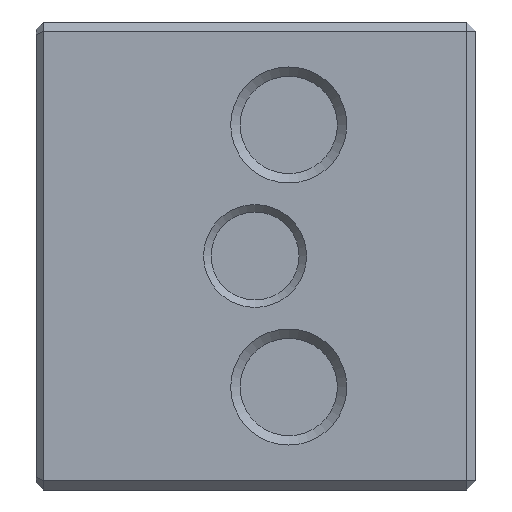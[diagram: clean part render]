
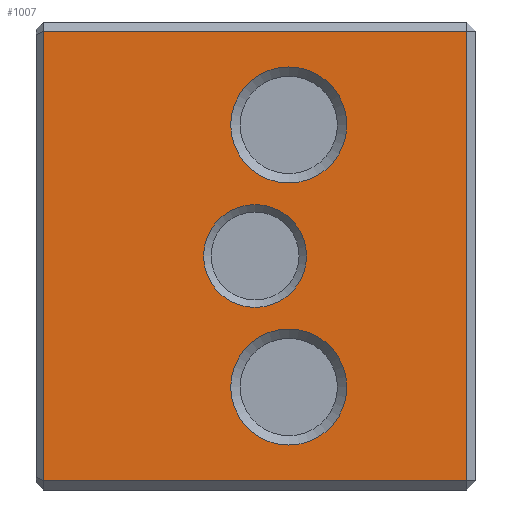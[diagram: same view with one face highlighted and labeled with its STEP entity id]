
A CAD part, front view. The second image highlights one B-rep face of the part: STEP entity #1007.
In plain terms, the highlighted planar face has unit normal (0, -1, 0).
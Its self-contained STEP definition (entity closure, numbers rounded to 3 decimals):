
#15=FACE_BOUND('',#153,.T.);
#16=FACE_BOUND('',#154,.T.);
#17=FACE_BOUND('',#155,.T.);
#21=PLANE('',#1091);
#86=FACE_OUTER_BOUND('',#152,.T.);
#152=EDGE_LOOP('',(#728,#729,#730,#731));
#153=EDGE_LOOP('',(#732));
#154=EDGE_LOOP('',(#733));
#155=EDGE_LOOP('',(#734));
#224=LINE('',#1471,#352);
#225=LINE('',#1473,#353);
#226=LINE('',#1475,#354);
#227=LINE('',#1476,#355);
#352=VECTOR('',#1183,10.);
#353=VECTOR('',#1184,1000.);
#354=VECTOR('',#1185,1000.);
#355=VECTOR('',#1186,1000.);
#478=CIRCLE('',#1086,2.75);
#482=CIRCLE('',#1092,3.1);
#483=CIRCLE('',#1093,3.1);
#492=VERTEX_POINT('',#1457);
#496=VERTEX_POINT('',#1469);
#497=VERTEX_POINT('',#1470);
#498=VERTEX_POINT('',#1472);
#499=VERTEX_POINT('',#1474);
#500=VERTEX_POINT('',#1477);
#501=VERTEX_POINT('',#1479);
#576=EDGE_CURVE('',#492,#492,#478,.T.);
#582=EDGE_CURVE('',#496,#497,#224,.T.);
#583=EDGE_CURVE('',#496,#498,#225,.T.);
#584=EDGE_CURVE('',#498,#499,#226,.T.);
#585=EDGE_CURVE('',#499,#497,#227,.T.);
#586=EDGE_CURVE('',#500,#500,#482,.T.);
#587=EDGE_CURVE('',#501,#501,#483,.T.);
#728=ORIENTED_EDGE('',*,*,#582,.F.);
#729=ORIENTED_EDGE('',*,*,#583,.T.);
#730=ORIENTED_EDGE('',*,*,#584,.T.);
#731=ORIENTED_EDGE('',*,*,#585,.T.);
#732=ORIENTED_EDGE('',*,*,#586,.T.);
#733=ORIENTED_EDGE('',*,*,#587,.T.);
#734=ORIENTED_EDGE('',*,*,#576,.F.);
#1007=ADVANCED_FACE('',(#86,#15,#16,#17),#21,.F.);
#1086=AXIS2_PLACEMENT_3D('',#1458,#1169,#1170);
#1091=AXIS2_PLACEMENT_3D('',#1468,#1181,#1182);
#1092=AXIS2_PLACEMENT_3D('',#1478,#1187,#1188);
#1093=AXIS2_PLACEMENT_3D('',#1480,#1189,#1190);
#1169=DIRECTION('center_axis',(0.,-1.,0.));
#1170=DIRECTION('ref_axis',(0.,0.,-1.));
#1181=DIRECTION('center_axis',(0.,1.,0.));
#1182=DIRECTION('ref_axis',(0.,0.,1.));
#1183=DIRECTION('',(0.,0.,1.));
#1184=DIRECTION('',(1.,0.,0.));
#1185=DIRECTION('',(0.,0.,1.));
#1186=DIRECTION('',(-1.,0.,0.));
#1187=DIRECTION('center_axis',(0.,1.,0.));
#1188=DIRECTION('ref_axis',(0.,0.,1.));
#1189=DIRECTION('center_axis',(0.,1.,0.));
#1190=DIRECTION('ref_axis',(0.,0.,1.));
#1457=CARTESIAN_POINT('',(16.7,0.,15.25));
#1458=CARTESIAN_POINT('Origin',(16.7,0.,12.5));
#1468=CARTESIAN_POINT('Origin',(0.,0.,25.));
#1469=CARTESIAN_POINT('',(5.4,0.,0.5));
#1470=CARTESIAN_POINT('',(5.4,0.,24.5));
#1471=CARTESIAN_POINT('',(5.4,0.,25.));
#1472=CARTESIAN_POINT('',(28.,0.,0.5));
#1473=CARTESIAN_POINT('',(0.,0.,0.5));
#1474=CARTESIAN_POINT('',(28.,0.,24.5));
#1475=CARTESIAN_POINT('',(28.,0.,25.));
#1476=CARTESIAN_POINT('',(0.,0.,24.5));
#1477=CARTESIAN_POINT('',(18.5,0.,22.6));
#1478=CARTESIAN_POINT('Origin',(18.5,0.,19.5));
#1479=CARTESIAN_POINT('',(18.5,0.,8.6));
#1480=CARTESIAN_POINT('Origin',(18.5,0.,5.5));
